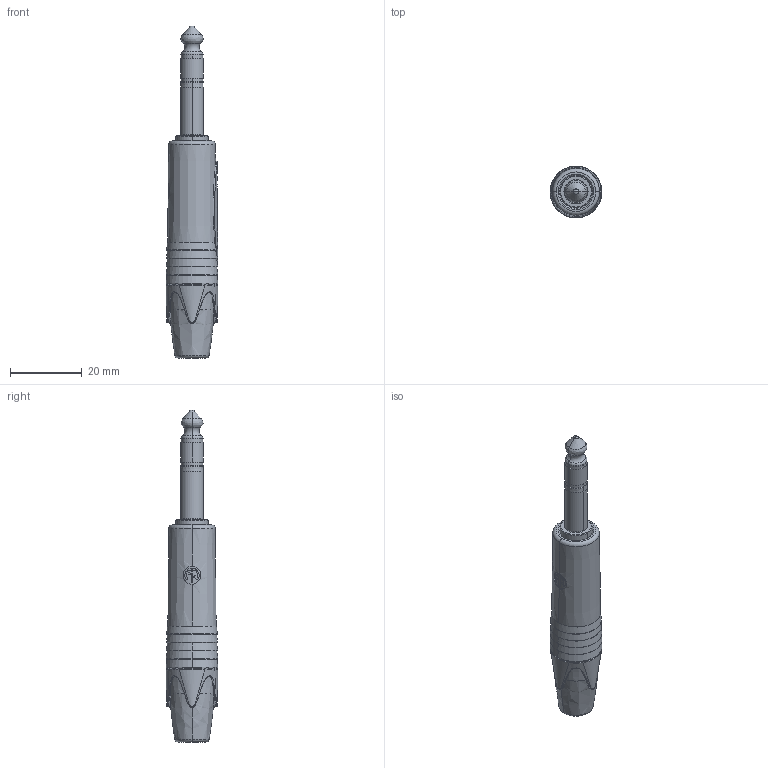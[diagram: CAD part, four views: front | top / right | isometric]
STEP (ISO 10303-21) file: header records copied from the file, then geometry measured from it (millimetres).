
FILE_DESCRIPTION((''),'2;1');
FILE_NAME('NP3X','2019-05-02T',('odo'),(''),'CREO PARAMETRIC BY PTC INC, 2018360','CREO PARAMETRIC BY PTC INC, 2018360','');
FILE_SCHEMA(('CONFIG_CONTROL_DESIGN'));
Length unit declared in the file: millimetre
Products named in the file (1): NP3X
Bounding box: 14.49 x 14.49 x 92.53 mm (x, y, z)
Volume: 9090.4 mm3; surface area: 3563.7 mm2
Topology: 1 solids, 4 shells, 276 faces, 696 edges, 439 vertices
Faces by surface type: plane 87, bspline 60, cylinder 45, extrusion 28, cone 27, torus 27, sphere 2
Entity records: 15274 total; most frequent: CARTESIAN_POINT 9209, ORIENTED_EDGE 1388, DIRECTION 1019, EDGE_CURVE 694, VERTEX_POINT 439, AXIS2_PLACEMENT_3D 374, EDGE_LOOP 295, B_SPLINE_CURVE_WITH_KNOTS 293
